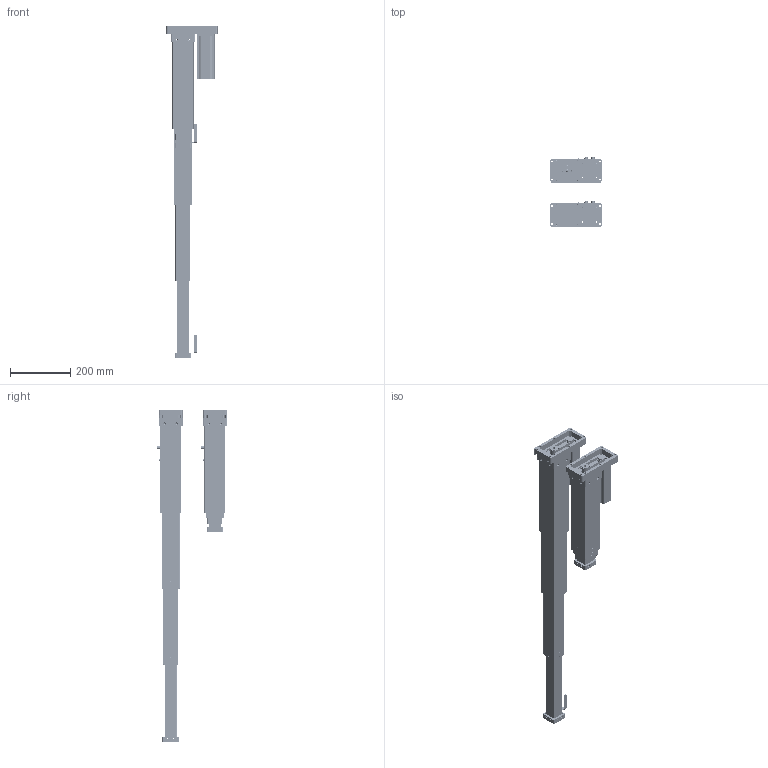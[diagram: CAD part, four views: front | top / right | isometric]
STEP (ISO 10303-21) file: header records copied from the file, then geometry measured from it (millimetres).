
FILE_DESCRIPTION (( 'STEP AP203' ), '1' );
FILE_NAME ('QLE-7070-378-700-XXX-00.STEP', '2025-07-23T07:51:00', ( '' ), ( '' ), 'SwSTEP 2.0', 'SolidWorks 2023', '' );
FILE_SCHEMA (( 'CONFIG_CONTROL_DESIGN' ));
Length unit declared in the file: millimetre
Products named in the file (3): QLE-7070-378-700-XXX-00-1; QLE-7070-378-700-XXX-00-2; QLE-7070-378-700-XXX-00
Assembly tree (2 placements, depth 2):
  QLE-7070-378-700-XXX-00
    QLE-7070-378-700-XXX-00-1
    QLE-7070-378-700-XXX-00-2
Bounding box: 170 x 232.42 x 1105 mm (x, y, z)
Volume: 3369988.5 mm3; surface area: 1750861.7 mm2
Topology: 159 solids, 159 shells, 5234 faces, 12904 edges, 8045 vertices
Faces by surface type: cylinder 2760, plane 1506, cone 714, bspline 196, torus 58
Entity records: 161841 total; most frequent: CARTESIAN_POINT 34168, DIRECTION 28362, ORIENTED_EDGE 24984, EDGE_CURVE 12492, AXIS2_PLACEMENT_3D 11217, VERTEX_POINT 8043, EDGE_LOOP 6693, CIRCLE 6174
